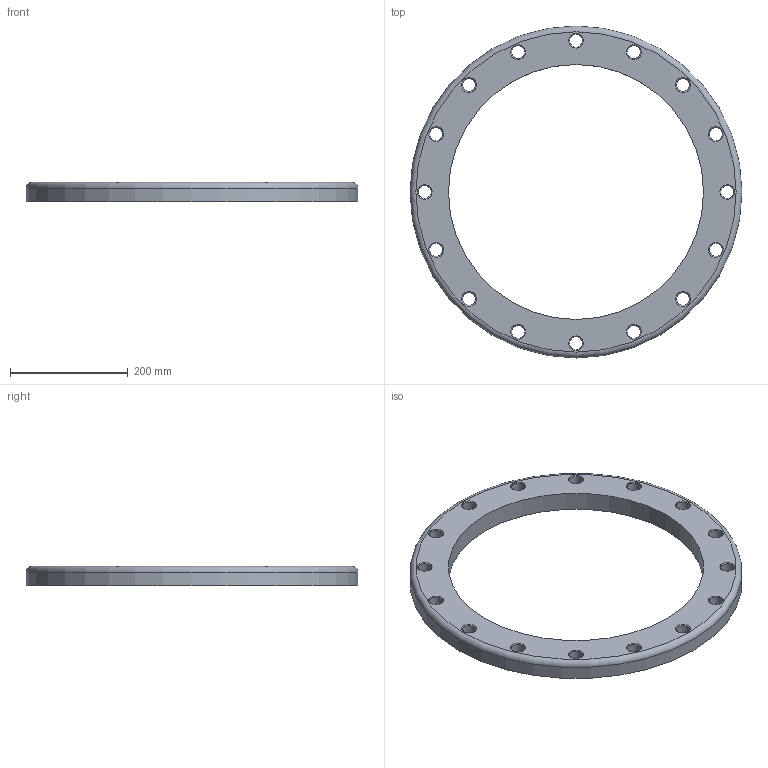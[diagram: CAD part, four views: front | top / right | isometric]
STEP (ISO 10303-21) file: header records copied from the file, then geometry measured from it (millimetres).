
FILE_DESCRIPTION(/* description */ ('Backing Ring, for QGV, QPV, QRV, QFV, QLV stubs, ODV, DN = 400 mm'),/* implementation_level */ '2;1');
FILE_NAME(/* name */ 'ODV400.ipt.stp',/* time_stamp */ '2014-06-06T15:27:17+02:00',/* author */ ('TraceParts'),/* organization */ ('TraceParts S.A.'),/* preprocessor_version */ 'ST-DEVELOPER v15.6',/* originating_system */ 'Autodesk Inventor 2015',/* authorisation */ '');
FILE_SCHEMA (('AUTOMOTIVE_DESIGN { 1 0 10303 214 3 1 1 }'));
Length unit declared in the file: millimetre
Products named in the file (1): ODV400
Bounding box: 565 x 565 x 33 mm (x, y, z)
Volume: 3152828.7 mm3; surface area: 324955.3 mm2
Topology: 1 solids, 1 shells, 37 faces, 104 edges, 69 vertices
Faces by surface type: cylinder 18, cone 16, plane 2, torus 1
Full cylindrical faces by diameter (mm): 22 x16, 434 x1, 565 x1
Entity records: 996 total; most frequent: DIRECTION 182, CARTESIAN_POINT 144, EDGE_LOOP 106, ORIENTED_EDGE 106, AXIS2_PLACEMENT_3D 91, FACE_BOUND 69, CIRCLE 53, VERTEX_POINT 53
